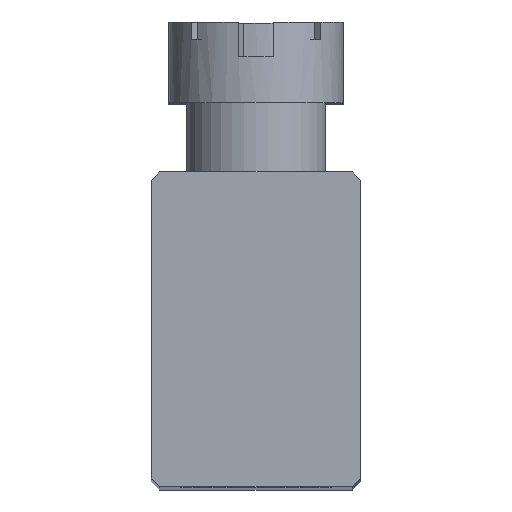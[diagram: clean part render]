
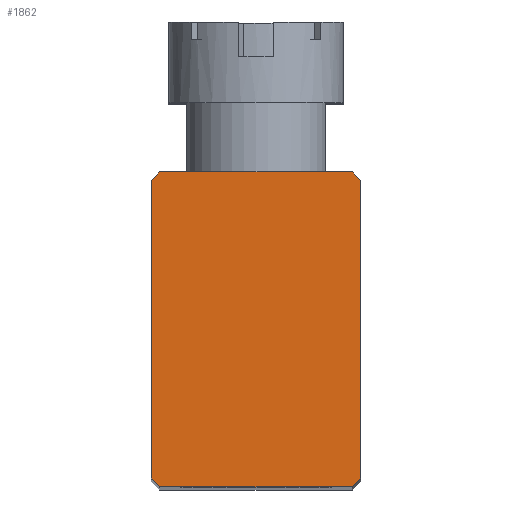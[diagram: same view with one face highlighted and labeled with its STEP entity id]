
A CAD part, top view. The second image highlights one B-rep face of the part: STEP entity #1862.
In plain terms, the highlighted planar face has unit normal (0, 0, 1).
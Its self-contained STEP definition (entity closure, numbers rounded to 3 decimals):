
#27 = ORIENTED_EDGE ( 'NONE', *, *, #807, .T. ) ;
#58 = CARTESIAN_POINT ( 'NONE',  ( -0.125, -7.375, 27. ) ) ;
#73 = ORIENTED_EDGE ( 'NONE', *, *, #980, .T. ) ;
#145 = ORIENTED_EDGE ( 'NONE', *, *, #938, .T. ) ;
#188 = LINE ( 'NONE', #326, #1236 ) ;
#190 = ORIENTED_EDGE ( 'NONE', *, *, #986, .T. ) ;
#214 = ORIENTED_EDGE ( 'NONE', *, *, #873, .T. ) ;
#265 = CARTESIAN_POINT ( 'NONE',  ( 3., -4.25, 27. ) ) ;
#326 = CARTESIAN_POINT ( 'NONE',  ( -3., 4.5, 27. ) ) ;
#362 = CARTESIAN_POINT ( 'NONE',  ( 2.75, -4.5, 27. ) ) ;
#365 = EDGE_CURVE ( 'NONE', #2249, #602, #1147, .T. ) ;
#444 = CARTESIAN_POINT ( 'NONE',  ( -7.375, -0.125, 27. ) ) ;
#466 = ORIENTED_EDGE ( 'NONE', *, *, #995, .T. ) ;
#469 = VECTOR ( 'NONE', #4073, 1000. ) ;
#496 = CARTESIAN_POINT ( 'NONE',  ( -3., 4.5, 27. ) ) ;
#563 = ORIENTED_EDGE ( 'NONE', *, *, #365, .T. ) ;
#602 = VERTEX_POINT ( 'NONE', #920 ) ;
#644 = ORIENTED_EDGE ( 'NONE', *, *, #1001, .T. ) ;
#772 = CARTESIAN_POINT ( 'NONE',  ( -2.875, -4.375, 27. ) ) ;
#807 = EDGE_CURVE ( 'NONE', #834, #1348, #188, .T. ) ;
#834 = VERTEX_POINT ( 'NONE', #1877 ) ;
#873 = EDGE_CURVE ( 'NONE', #1047, #1043, #1970, .T. ) ;
#920 = CARTESIAN_POINT ( 'NONE',  ( -2.75, 4.5, 27. ) ) ;
#938 = EDGE_CURVE ( 'NONE', #1752, #2314, #1285, .T. ) ;
#980 = EDGE_CURVE ( 'NONE', #1348, #1752, #4135, .T. ) ;
#986 = EDGE_CURVE ( 'NONE', #2314, #1047, #4145, .T. ) ;
#995 = EDGE_CURVE ( 'NONE', #1043, #2249, #3833, .T. ) ;
#1001 = EDGE_CURVE ( 'NONE', #602, #834, #3467, .T. ) ;
#1043 = VERTEX_POINT ( 'NONE', #4279 ) ;
#1047 = VERTEX_POINT ( 'NONE', #265 ) ;
#1147 = LINE ( 'NONE', #496, #4250 ) ;
#1236 = VECTOR ( 'NONE', #3159, 1000. ) ;
#1285 = LINE ( 'NONE', #1901, #469 ) ;
#1348 = VERTEX_POINT ( 'NONE', #2174 ) ;
#1632 = EDGE_LOOP ( 'NONE', ( #27, #73, #145, #190, #214, #466, #563, #644 ) ) ;
#1752 = VERTEX_POINT ( 'NONE', #3331 ) ;
#1862 = ADVANCED_FACE ( 'NONE', ( #3897 ), #4281, .T. ) ;
#1877 = CARTESIAN_POINT ( 'NONE',  ( -3., 4.25, 27. ) ) ;
#1901 = CARTESIAN_POINT ( 'NONE',  ( -3., -4.5, 27. ) ) ;
#1970 = LINE ( 'NONE', #2138, #2241 ) ;
#2138 = CARTESIAN_POINT ( 'NONE',  ( 3., 4.5, 27. ) ) ;
#2168 = DIRECTION ( 'NONE',  ( 0., 0., 1. ) ) ;
#2174 = CARTESIAN_POINT ( 'NONE',  ( -3., -4.25, 27. ) ) ;
#2241 = VECTOR ( 'NONE', #3963, 1000. ) ;
#2249 = VERTEX_POINT ( 'NONE', #3154 ) ;
#2292 = DIRECTION ( 'NONE',  ( 0.707, -0.707, 0. ) ) ;
#2314 = VERTEX_POINT ( 'NONE', #362 ) ;
#2356 = AXIS2_PLACEMENT_3D ( 'NONE', #3397, #2168, #4318 ) ;
#2643 = DIRECTION ( 'NONE',  ( -0.707, -0.707, 0. ) ) ;
#3154 = CARTESIAN_POINT ( 'NONE',  ( 2.75, 4.5, 27. ) ) ;
#3159 = DIRECTION ( 'NONE',  ( 0., -1., 0. ) ) ;
#3307 = VECTOR ( 'NONE', #2643, 1000. ) ;
#3331 = CARTESIAN_POINT ( 'NONE',  ( -2.75, -4.5, 27. ) ) ;
#3397 = CARTESIAN_POINT ( 'NONE',  ( -3., -4.5, 27. ) ) ;
#3467 = LINE ( 'NONE', #444, #3307 ) ;
#3482 = DIRECTION ( 'NONE',  ( 0.707, 0.707, 0. ) ) ;
#3786 = VECTOR ( 'NONE', #3799, 1000. ) ;
#3799 = DIRECTION ( 'NONE',  ( -0.707, 0.707, 0. ) ) ;
#3833 = LINE ( 'NONE', #4105, #3786 ) ;
#3897 = FACE_OUTER_BOUND ( 'NONE', #1632, .T. ) ;
#3963 = DIRECTION ( 'NONE',  ( 0., 1., 0. ) ) ;
#4073 = DIRECTION ( 'NONE',  ( 1., 0., 0. ) ) ;
#4079 = VECTOR ( 'NONE', #3482, 1000. ) ;
#4105 = CARTESIAN_POINT ( 'NONE',  ( 4.375, 2.875, 27. ) ) ;
#4135 = LINE ( 'NONE', #772, #4140 ) ;
#4140 = VECTOR ( 'NONE', #2292, 1000. ) ;
#4145 = LINE ( 'NONE', #58, #4079 ) ;
#4250 = VECTOR ( 'NONE', #4290, 1000. ) ;
#4279 = CARTESIAN_POINT ( 'NONE',  ( 3., 4.25, 27. ) ) ;
#4281 = PLANE ( 'NONE',  #2356 ) ;
#4290 = DIRECTION ( 'NONE',  ( -1., 0., 0. ) ) ;
#4318 = DIRECTION ( 'NONE',  ( 1., 0., 0. ) ) ;
